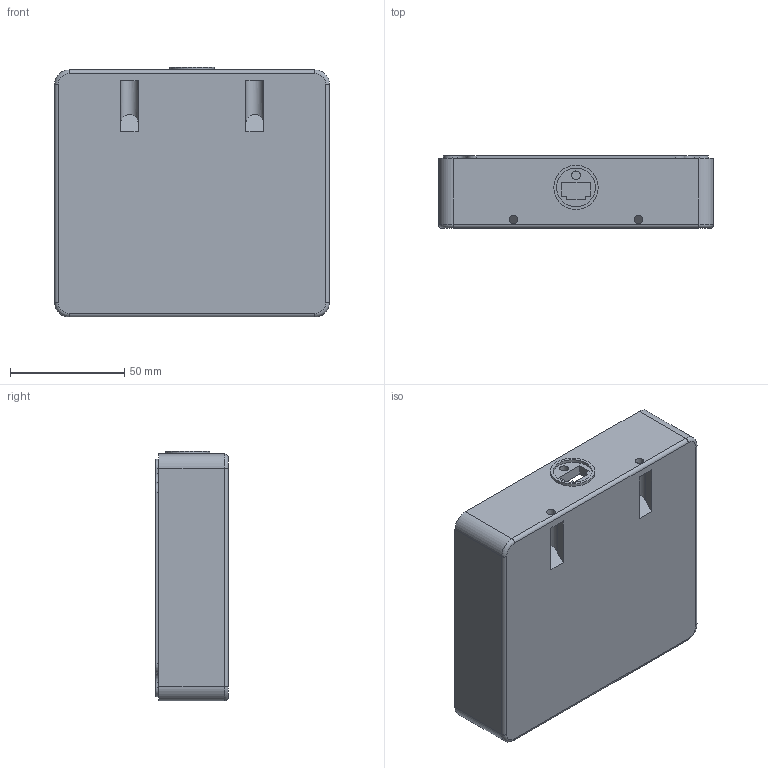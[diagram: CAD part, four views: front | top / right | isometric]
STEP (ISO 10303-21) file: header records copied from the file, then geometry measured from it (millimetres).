
FILE_DESCRIPTION(/* description */ (''),/* implementation_level */ '2;1');
FILE_NAME(/* name */ 'RPLIDAR Enclosure Base v6.step',/* time_stamp */ '2020-05-10T12:54:42-05:00',/* author */ (''),/* organization */ (''),/* preprocessor_version */ 'ST-DEVELOPER v18.1',/* originating_system */ 'Autodesk Translation Framework v9.2.0.1227',/* authorisation */ '');
FILE_SCHEMA (('AUTOMOTIVE_DESIGN { 1 0 10303 214 3 1 1 }'));
Length unit declared in the file: inch
Products named in the file (1): RPLIDAR Enclosure Base
Bounding box: 120.4 x 31.75 x 109.47 mm (x, y, z)
Volume: 98492.3 mm3; surface area: 55234.4 mm2
Topology: 1 solids, 1 shells, 187 faces, 499 edges, 330 vertices
Faces by surface type: plane 116, cylinder 59, cone 8, torus 4
Full cylindrical faces by diameter (mm): 3.759 x1, 3.785 x2, 17.018 x1, 19.456 x1
Entity records: 5879 total; most frequent: CARTESIAN_POINT 1017, DIRECTION 1014, ORIENTED_EDGE 998, EDGE_CURVE 499, LINE 360, VECTOR 360, VERTEX_POINT 330, AXIS2_PLACEMENT_3D 327
